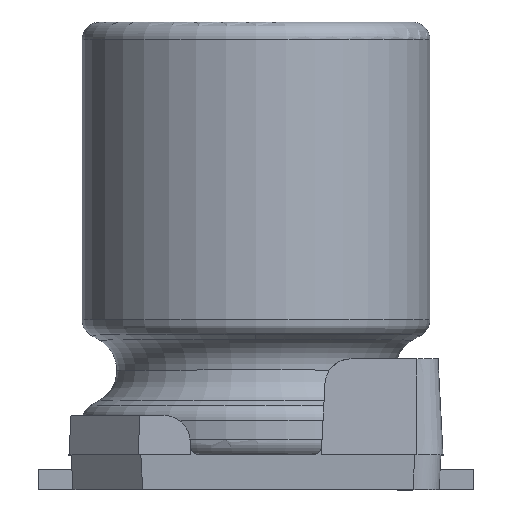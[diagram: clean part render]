
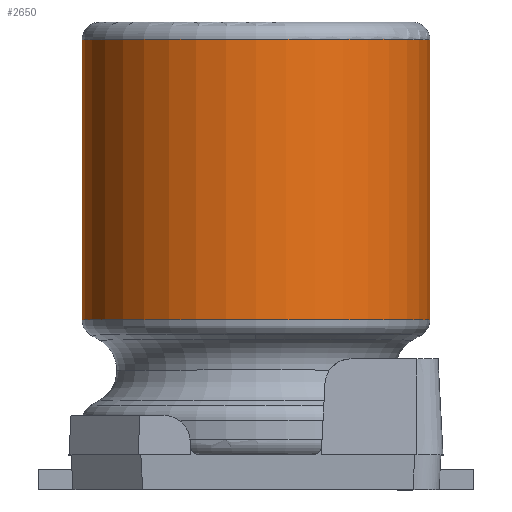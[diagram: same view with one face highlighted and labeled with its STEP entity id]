
A CAD part, top view. The second image highlights one B-rep face of the part: STEP entity #2650.
In plain terms, the highlighted cylindrical face has radius 2 mm (diameter 4 mm), a partial arc.
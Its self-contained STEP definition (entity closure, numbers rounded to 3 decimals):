
#18 = DIRECTION ( 'NONE',  ( 0., 1., 0. ) ) ;
#38 = VERTEX_POINT ( 'NONE', #1632 ) ;
#307 = DIRECTION ( 'NONE',  ( 0.001, 0., -1. ) ) ;
#309 = CARTESIAN_POINT ( 'NONE',  ( 2., 0.373, 0.003 ) ) ;
#385 = AXIS2_PLACEMENT_3D ( 'NONE', #3539, #2382, #5284 ) ;
#529 = EDGE_CURVE ( 'NONE', #38, #4205, #2096, .T. ) ;
#540 = AXIS2_PLACEMENT_3D ( 'NONE', #2752, #2001, #307 ) ;
#595 = LINE ( 'NONE', #309, #2919 ) ;
#619 = VERTEX_POINT ( 'NONE', #2078 ) ;
#667 = DIRECTION ( 'NONE',  ( 0., -1., 0. ) ) ;
#722 = EDGE_LOOP ( 'NONE', ( #1974, #1411, #3324, #5060 ) ) ;
#1256 = DIRECTION ( 'NONE',  ( 0.001, 0., -1. ) ) ;
#1301 = CARTESIAN_POINT ( 'NONE',  ( 0., 1.951, 0. ) ) ;
#1390 = EDGE_CURVE ( 'NONE', #619, #38, #595, .T. ) ;
#1411 = ORIENTED_EDGE ( 'NONE', *, *, #1390, .T. ) ;
#1528 = DIRECTION ( 'NONE',  ( 0., 1., 0. ) ) ;
#1579 = CYLINDRICAL_SURFACE ( 'NONE', #540, 2. ) ;
#1632 = CARTESIAN_POINT ( 'NONE',  ( 2., 5.173, 0.003 ) ) ;
#1836 = LINE ( 'NONE', #3431, #3826 ) ;
#1922 = CARTESIAN_POINT ( 'NONE',  ( -2., 5.173, -0.003 ) ) ;
#1974 = ORIENTED_EDGE ( 'NONE', *, *, #3348, .T. ) ;
#2001 = DIRECTION ( 'NONE',  ( 0., -1., 0. ) ) ;
#2078 = CARTESIAN_POINT ( 'NONE',  ( 2., 1.951, 0.003 ) ) ;
#2096 = CIRCLE ( 'NONE', #385, 2. ) ;
#2382 = DIRECTION ( 'NONE',  ( 0., -1., 0. ) ) ;
#2650 = ADVANCED_FACE ( 'NONE', ( #5021 ), #1579, .T. ) ;
#2657 = CIRCLE ( 'NONE', #4856, 2. ) ;
#2752 = CARTESIAN_POINT ( 'NONE',  ( 0., 0.373, 0. ) ) ;
#2919 = VECTOR ( 'NONE', #1528, 1000. ) ;
#2960 = CARTESIAN_POINT ( 'NONE',  ( -2., 1.951, -0.003 ) ) ;
#3034 = EDGE_CURVE ( 'NONE', #4205, #3718, #1836, .T. ) ;
#3324 = ORIENTED_EDGE ( 'NONE', *, *, #529, .T. ) ;
#3348 = EDGE_CURVE ( 'NONE', #3718, #619, #2657, .T. ) ;
#3431 = CARTESIAN_POINT ( 'NONE',  ( -2., 0.373, -0.003 ) ) ;
#3539 = CARTESIAN_POINT ( 'NONE',  ( 0., 5.173, 0. ) ) ;
#3718 = VERTEX_POINT ( 'NONE', #2960 ) ;
#3826 = VECTOR ( 'NONE', #667, 1000. ) ;
#4205 = VERTEX_POINT ( 'NONE', #1922 ) ;
#4856 = AXIS2_PLACEMENT_3D ( 'NONE', #1301, #18, #1256 ) ;
#5021 = FACE_OUTER_BOUND ( 'NONE', #722, .T. ) ;
#5060 = ORIENTED_EDGE ( 'NONE', *, *, #3034, .T. ) ;
#5284 = DIRECTION ( 'NONE',  ( 0.001, 0., -1. ) ) ;
